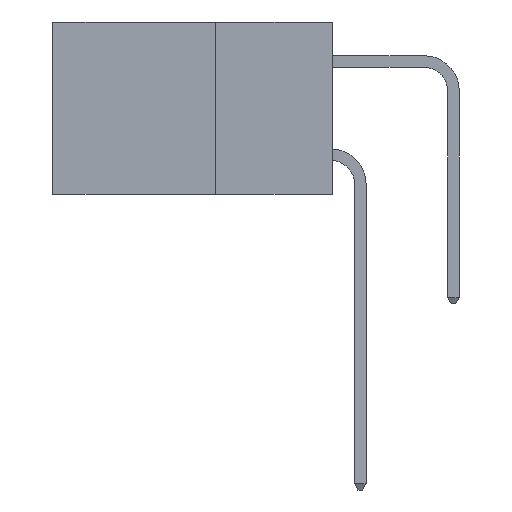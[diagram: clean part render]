
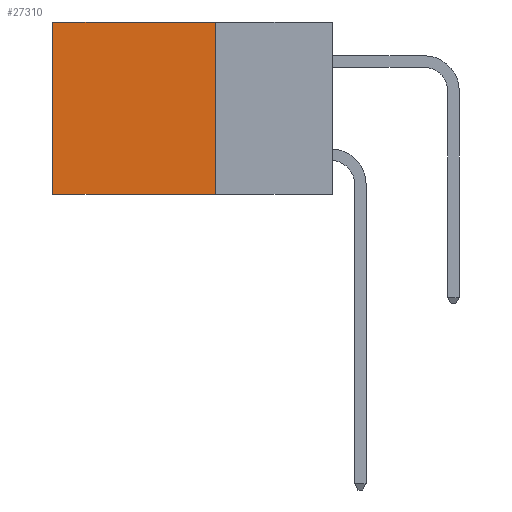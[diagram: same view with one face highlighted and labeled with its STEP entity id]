
A CAD part, left-side view. The second image highlights one B-rep face of the part: STEP entity #27310.
In plain terms, the highlighted planar face has unit normal (-1, 0, 0).
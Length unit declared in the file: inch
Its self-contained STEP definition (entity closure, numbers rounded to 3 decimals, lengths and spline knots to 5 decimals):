
#91 = VECTOR ( 'NONE', #6496, 39.37008 ) ;
#111 = ORIENTED_EDGE ( 'NONE', *, *, #8635, .T. ) ;
#347 = CARTESIAN_POINT ( 'NONE',  ( 0.2615, 0.6, -0.37 ) ) ;
#803 = CARTESIAN_POINT ( 'NONE',  ( 0.2615, 0.25, 0. ) ) ;
#1144 = VERTEX_POINT ( 'NONE', #21847 ) ;
#1313 = VECTOR ( 'NONE', #24946, 39.37008 ) ;
#4580 = DIRECTION ( 'NONE',  ( 0., 0., -1. ) ) ;
#6197 = VECTOR ( 'NONE', #21247, 39.37008 ) ;
#6243 = ORIENTED_EDGE ( 'NONE', *, *, #19470, .T. ) ;
#6496 = DIRECTION ( 'NONE',  ( 0., 0., -1. ) ) ;
#7538 = EDGE_CURVE ( 'NONE', #27433, #27784, #11735, .T. ) ;
#8244 = VERTEX_POINT ( 'NONE', #347 ) ;
#8635 = EDGE_CURVE ( 'NONE', #27433, #1144, #17882, .T. ) ;
#8690 = CARTESIAN_POINT ( 'NONE',  ( 0.2615, 0.25, -0.37 ) ) ;
#11163 = PLANE ( 'NONE',  #25725 ) ;
#11735 = LINE ( 'NONE', #8690, #91 ) ;
#13424 = CARTESIAN_POINT ( 'NONE',  ( 0.2615, 0.25, -0.37 ) ) ;
#13515 = DIRECTION ( 'NONE',  ( 0., 0., -1. ) ) ;
#16114 = EDGE_CURVE ( 'NONE', #27784, #8244, #18809, .T. ) ;
#16312 = ORIENTED_EDGE ( 'NONE', *, *, #7538, .F. ) ;
#17882 = LINE ( 'NONE', #23492, #6197 ) ;
#18809 = LINE ( 'NONE', #27070, #1313 ) ;
#19470 = EDGE_CURVE ( 'NONE', #1144, #8244, #20608, .T. ) ;
#19814 = CARTESIAN_POINT ( 'NONE',  ( 0.2615, 0.25, -0.37 ) ) ;
#19917 = VECTOR ( 'NONE', #4580, 39.37008 ) ;
#19932 = CARTESIAN_POINT ( 'NONE',  ( 0.2615, 0.6, -0.37 ) ) ;
#20608 = LINE ( 'NONE', #19932, #19917 ) ;
#21247 = DIRECTION ( 'NONE',  ( 0., 1., 0. ) ) ;
#21847 = CARTESIAN_POINT ( 'NONE',  ( 0.2615, 0.6, 0. ) ) ;
#22119 = ORIENTED_EDGE ( 'NONE', *, *, #16114, .F. ) ;
#23161 = FACE_OUTER_BOUND ( 'NONE', #24546, .T. ) ;
#23492 = CARTESIAN_POINT ( 'NONE',  ( 0.2615, 0.25, 0. ) ) ;
#24546 = EDGE_LOOP ( 'NONE', ( #6243, #22119, #16312, #111 ) ) ;
#24946 = DIRECTION ( 'NONE',  ( 0., 1., 0. ) ) ;
#25725 = AXIS2_PLACEMENT_3D ( 'NONE', #13424, #26673, #13515 ) ;
#26673 = DIRECTION ( 'NONE',  ( 1., 0., 0. ) ) ;
#27070 = CARTESIAN_POINT ( 'NONE',  ( 0.2615, 0.25, -0.37 ) ) ;
#27310 = ADVANCED_FACE ( 'NONE', ( #23161 ), #11163, .F. ) ;
#27433 = VERTEX_POINT ( 'NONE', #803 ) ;
#27784 = VERTEX_POINT ( 'NONE', #19814 ) ;
